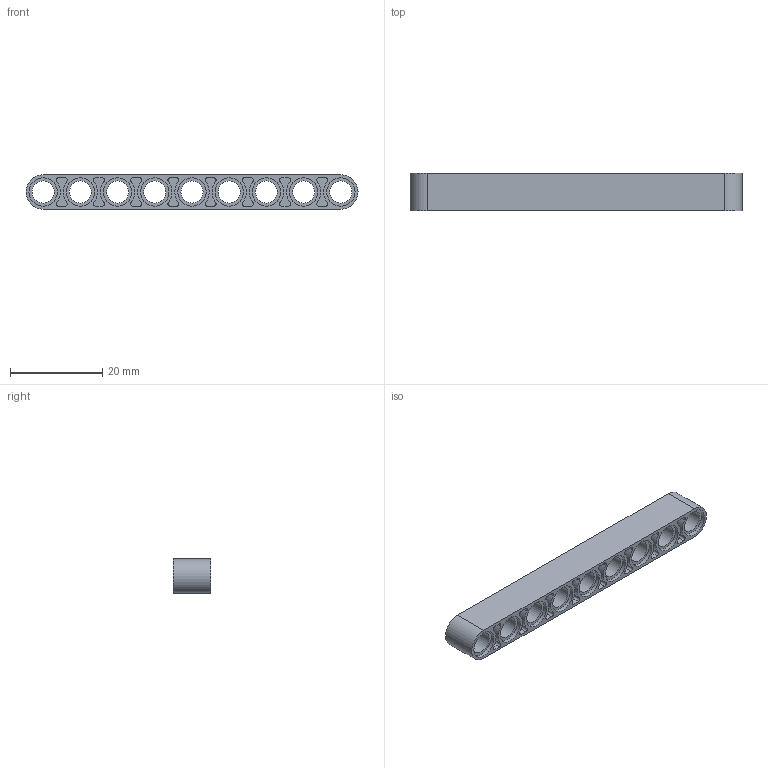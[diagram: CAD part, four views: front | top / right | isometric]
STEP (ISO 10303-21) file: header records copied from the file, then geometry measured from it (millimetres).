
FILE_DESCRIPTION(/* description */ (''),/* implementation_level */ '2;1');
FILE_NAME(/* name */ 'beam_9.step',/* time_stamp */ '2021-01-19T16:59:47-06:00',/* author */ (''),/* organization */ (''),/* preprocessor_version */ 'ST-DEVELOPER v18.1',/* originating_system */ 'Autodesk Translation Framework v9.7.1.1290',/* authorisation */ '');
FILE_SCHEMA (('AUTOMOTIVE_DESIGN { 1 0 10303 214 3 1 1 }'));
Length unit declared in the file: centimetre
Products named in the file (1): beam_9
Bounding box: 71.96 x 8.06 x 7.44 mm (x, y, z)
Volume: 2332.1 mm3; surface area: 3921.2 mm2
Topology: 1 solids, 1 shells, 195 faces, 477 edges, 318 vertices
Faces by surface type: cylinder 125, plane 70
Full cylindrical faces by diameter (mm): 4.78 x9, 6.15 x18
Entity records: 5930 total; most frequent: DIRECTION 1119, CARTESIAN_POINT 991, ORIENTED_EDGE 954, EDGE_CURVE 477, AXIS2_PLACEMENT_3D 446, VERTEX_POINT 318, CIRCLE 250, EDGE_LOOP 247
